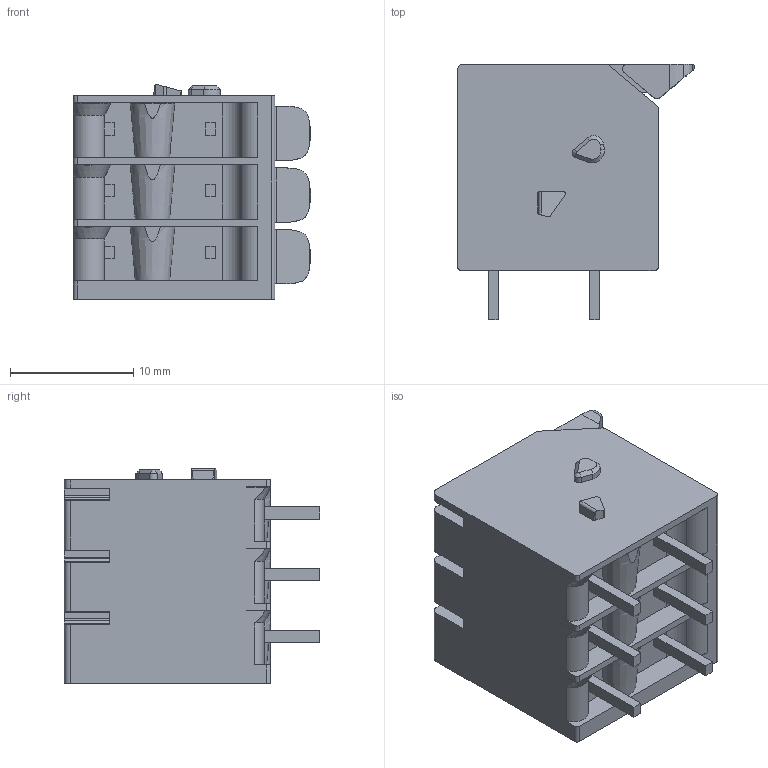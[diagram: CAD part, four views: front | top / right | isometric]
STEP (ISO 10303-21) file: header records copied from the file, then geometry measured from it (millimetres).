
FILE_DESCRIPTION(/* description */ ('STEP AP214'),/* implementation_level */ '2;1');
FILE_NAME(/* name */ '2604-1103',/* time_stamp */ '2023-09-11T14:18:41+02:00',/* author */ ('License CC BY-ND 4.0'),/* organization */ ('CADENAS'),/* preprocessor_version */ 'ST-DEVELOPER v19.3',/* originating_system */ 'PARTsolutions',/* authorisation */ ' ');
FILE_SCHEMA (('AUTOMOTIVE_DESIGN {1 0 10303 214 3 1 1}'));
Length unit declared in the file: millimetre
Products named in the file (1): 2604-1103
Bounding box: 19.2 x 20.7 x 17.4 mm (x, y, z)
Volume: 3867.8 mm3; surface area: 2802 mm2
Topology: 1 solids, 1 shells, 341 faces, 918 edges, 590 vertices
Faces by surface type: plane 193, cylinder 109, cone 39
Entity records: 13101 total; most frequent: CARTESIAN_POINT 2009, ORIENTED_EDGE 1836, DIRECTION 1812, EDGE_CURVE 918, LINE 620, VECTOR 620, AXIS2_PLACEMENT_3D 596, VERTEX_POINT 590
